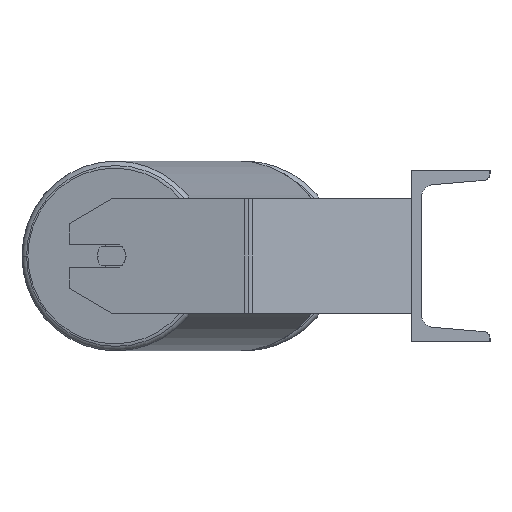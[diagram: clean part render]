
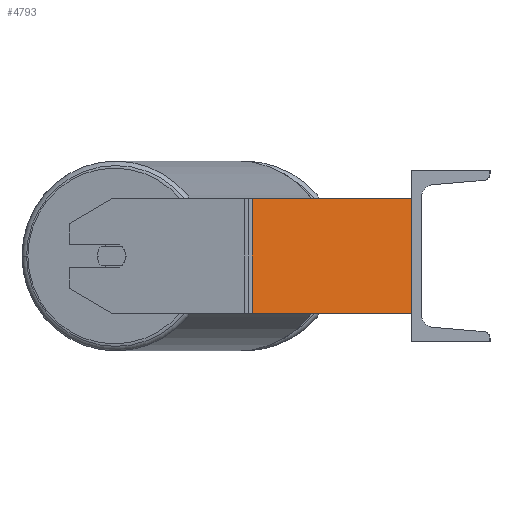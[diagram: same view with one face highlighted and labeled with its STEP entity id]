
A CAD part, left-side view. The second image highlights one B-rep face of the part: STEP entity #4793.
In plain terms, the highlighted planar face has unit normal (-0.985, -0.174, 0).
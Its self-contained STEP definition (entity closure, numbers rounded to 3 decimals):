
#247 = ORIENTED_EDGE ( 'NONE', *, *, #8175, .T. ) ;
#565 = CARTESIAN_POINT ( 'NONE',  ( -805.122, 114.118, 40. ) ) ;
#865 = VECTOR ( 'NONE', #2769, 1000. ) ;
#924 = CARTESIAN_POINT ( 'NONE',  ( -785., 0., 40. ) ) ;
#1089 = CARTESIAN_POINT ( 'NONE',  ( -785., 0., -40. ) ) ;
#1187 = EDGE_CURVE ( 'NONE', #5932, #8442, #2188, .T. ) ;
#1261 = PLANE ( 'NONE',  #9083 ) ;
#1923 = LINE ( 'NONE', #8884, #865 ) ;
#1931 = LINE ( 'NONE', #3332, #4131 ) ;
#2096 = EDGE_LOOP ( 'NONE', ( #7002, #9144, #7238, #247 ) ) ;
#2188 = LINE ( 'NONE', #7810, #2520 ) ;
#2196 = EDGE_CURVE ( 'NONE', #8906, #9096, #1931, .T. ) ;
#2221 = DIRECTION ( 'NONE',  ( -0.174, 0.985, 0. ) ) ;
#2520 = VECTOR ( 'NONE', #4942, 1000. ) ;
#2683 = DIRECTION ( 'NONE',  ( 0., 0., -1. ) ) ;
#2769 = DIRECTION ( 'NONE',  ( 0., 0., -1. ) ) ;
#3290 = DIRECTION ( 'NONE',  ( 0.174, -0.985, 0. ) ) ;
#3332 = CARTESIAN_POINT ( 'NONE',  ( -805.122, 114.118, 40. ) ) ;
#3361 = LINE ( 'NONE', #8970, #5680 ) ;
#4073 = DIRECTION ( 'NONE',  ( 0.985, 0.174, 0. ) ) ;
#4131 = VECTOR ( 'NONE', #3290, 1000. ) ;
#4239 = EDGE_CURVE ( 'NONE', #9096, #8442, #3361, .T. ) ;
#4260 = CARTESIAN_POINT ( 'NONE',  ( -804.632, 111.339, 40. ) ) ;
#4793 = ADVANCED_FACE ( 'NONE', ( #7560 ), #1261, .F. ) ;
#4942 = DIRECTION ( 'NONE',  ( 0.174, -0.985, 0. ) ) ;
#5680 = VECTOR ( 'NONE', #2683, 1000. ) ;
#5932 = VERTEX_POINT ( 'NONE', #8622 ) ;
#7002 = ORIENTED_EDGE ( 'NONE', *, *, #1187, .T. ) ;
#7238 = ORIENTED_EDGE ( 'NONE', *, *, #2196, .F. ) ;
#7560 = FACE_OUTER_BOUND ( 'NONE', #2096, .T. ) ;
#7810 = CARTESIAN_POINT ( 'NONE',  ( -805.122, 114.118, -40. ) ) ;
#8175 = EDGE_CURVE ( 'NONE', #8906, #5932, #1923, .T. ) ;
#8442 = VERTEX_POINT ( 'NONE', #1089 ) ;
#8622 = CARTESIAN_POINT ( 'NONE',  ( -804.632, 111.339, -40. ) ) ;
#8884 = CARTESIAN_POINT ( 'NONE',  ( -804.632, 111.339, 40. ) ) ;
#8906 = VERTEX_POINT ( 'NONE', #4260 ) ;
#8970 = CARTESIAN_POINT ( 'NONE',  ( -785., 0., 40. ) ) ;
#9083 = AXIS2_PLACEMENT_3D ( 'NONE', #565, #4073, #2221 ) ;
#9096 = VERTEX_POINT ( 'NONE', #924 ) ;
#9144 = ORIENTED_EDGE ( 'NONE', *, *, #4239, .F. ) ;
